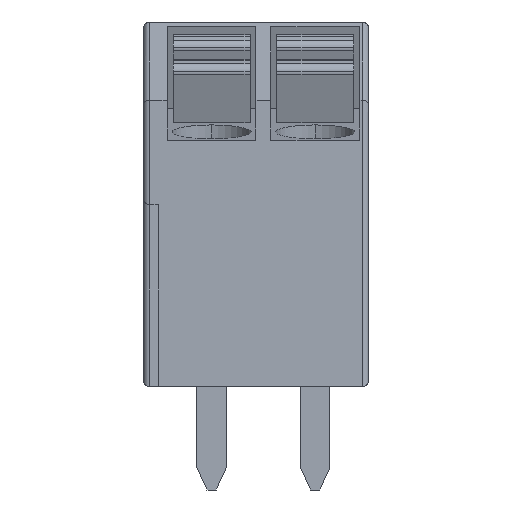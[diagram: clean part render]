
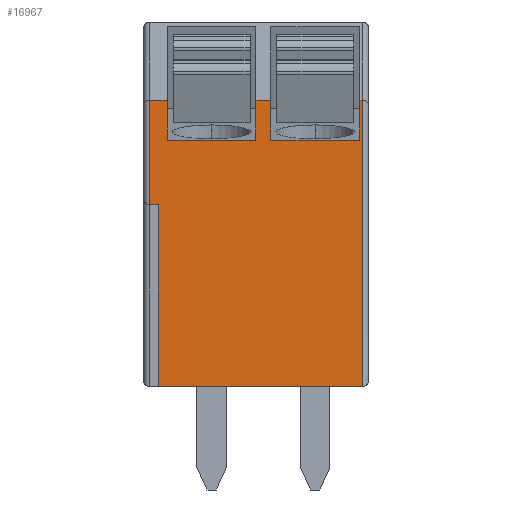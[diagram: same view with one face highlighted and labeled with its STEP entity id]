
A CAD part, front view. The second image highlights one B-rep face of the part: STEP entity #16967.
In plain terms, the highlighted planar face has unit normal (0, -1, 0).
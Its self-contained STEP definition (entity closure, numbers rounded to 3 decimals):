
#281 = VERTEX_POINT ( 'NONE', #4311 ) ;
#327 = CARTESIAN_POINT ( 'NONE',  ( 0.25, -5.7, 8.32 ) ) ;
#349 = ORIENTED_EDGE ( 'NONE', *, *, #6537, .T. ) ;
#801 = CARTESIAN_POINT ( 'NONE',  ( 0.25, -5.7, 8.32 ) ) ;
#1139 = EDGE_CURVE ( 'NONE', #14740, #16426, #17831, .T. ) ;
#1275 = CARTESIAN_POINT ( 'NONE',  ( -0.25, -5.7, 8.32 ) ) ;
#1290 = DIRECTION ( 'NONE',  ( -1., 0., 0. ) ) ;
#1387 = ORIENTED_EDGE ( 'NONE', *, *, #4769, .F. ) ;
#1429 = DIRECTION ( 'NONE',  ( 0., 0., -1. ) ) ;
#1728 = CARTESIAN_POINT ( 'NONE',  ( -4.05, -5.7, 6.145 ) ) ;
#1737 = VECTOR ( 'NONE', #1429, 1000. ) ;
#1795 = ORIENTED_EDGE ( 'NONE', *, *, #1139, .T. ) ;
#2000 = DIRECTION ( 'NONE',  ( 0., 0., -1. ) ) ;
#2174 = DIRECTION ( 'NONE',  ( 1., 0., 0. ) ) ;
#2205 = EDGE_CURVE ( 'NONE', #281, #18107, #12882, .T. ) ;
#2457 = LINE ( 'NONE', #13052, #12711 ) ;
#2515 = VERTEX_POINT ( 'NONE', #11111 ) ;
#2619 = CARTESIAN_POINT ( 'NONE',  ( -3.85, -5.7, 9.668 ) ) ;
#2705 = DIRECTION ( 'NONE',  ( 0., 0., -1. ) ) ;
#3041 = CARTESIAN_POINT ( 'NONE',  ( -3.551, -5.7, 6.145 ) ) ;
#3287 = CARTESIAN_POINT ( 'NONE',  ( 3.35, -5.7, 0. ) ) ;
#3906 = EDGE_CURVE ( 'NONE', #14740, #15501, #12053, .T. ) ;
#4064 = DIRECTION ( 'NONE',  ( 0., 0., 1. ) ) ;
#4120 = LINE ( 'NONE', #9917, #18129 ) ;
#4311 = CARTESIAN_POINT ( 'NONE',  ( -3.25, -5.7, 8.32 ) ) ;
#4597 = VERTEX_POINT ( 'NONE', #2619 ) ;
#4762 = VERTEX_POINT ( 'NONE', #3287 ) ;
#4769 = EDGE_CURVE ( 'NONE', #15548, #2515, #15292, .T. ) ;
#4800 = VECTOR ( 'NONE', #9272, 1000. ) ;
#4868 = CARTESIAN_POINT ( 'NONE',  ( 3.55, -5.7, 9.668 ) ) ;
#4964 = CARTESIAN_POINT ( 'NONE',  ( 3.25, -5.7, 8.32 ) ) ;
#5139 = CARTESIAN_POINT ( 'NONE',  ( -0.25, -5.7, 9.668 ) ) ;
#5626 = LINE ( 'NONE', #16172, #16603 ) ;
#5744 = VECTOR ( 'NONE', #9276, 1000. ) ;
#5825 = DIRECTION ( 'NONE',  ( 0., 1., 0. ) ) ;
#5933 = VERTEX_POINT ( 'NONE', #15749 ) ;
#6351 = VECTOR ( 'NONE', #10956, 1000. ) ;
#6537 = EDGE_CURVE ( 'NONE', #6786, #4762, #12761, .T. ) ;
#6786 = VERTEX_POINT ( 'NONE', #9583 ) ;
#7197 = LINE ( 'NONE', #12915, #15131 ) ;
#7243 = VECTOR ( 'NONE', #2174, 1000. ) ;
#7802 = EDGE_CURVE ( 'NONE', #17775, #4597, #16486, .T. ) ;
#8359 = VECTOR ( 'NONE', #2000, 1000. ) ;
#8434 = VECTOR ( 'NONE', #18476, 1000. ) ;
#8865 = VECTOR ( 'NONE', #17174, 1000. ) ;
#9272 = DIRECTION ( 'NONE',  ( -1., 0., 0. ) ) ;
#9276 = DIRECTION ( 'NONE',  ( -1., 0., 0. ) ) ;
#9493 = EDGE_CURVE ( 'NONE', #4762, #5933, #7197, .T. ) ;
#9553 = ORIENTED_EDGE ( 'NONE', *, *, #16481, .T. ) ;
#9583 = CARTESIAN_POINT ( 'NONE',  ( -3.551, -5.7, 0. ) ) ;
#9722 = EDGE_CURVE ( 'NONE', #16169, #10142, #16986, .T. ) ;
#9748 = DIRECTION ( 'NONE',  ( 1., 0., 0. ) ) ;
#9814 = EDGE_CURVE ( 'NONE', #15501, #10142, #17645, .T. ) ;
#9917 = CARTESIAN_POINT ( 'NONE',  ( 3.55, -5.7, 9.668 ) ) ;
#10030 = EDGE_CURVE ( 'NONE', #5933, #16169, #4120, .T. ) ;
#10053 = PLANE ( 'NONE',  #11550 ) ;
#10061 = DIRECTION ( 'NONE',  ( 0., 0., 1. ) ) ;
#10142 = VERTEX_POINT ( 'NONE', #16241 ) ;
#10402 = ORIENTED_EDGE ( 'NONE', *, *, #2205, .F. ) ;
#10953 = LINE ( 'NONE', #18381, #8434 ) ;
#10956 = DIRECTION ( 'NONE',  ( 0., 0., -1. ) ) ;
#11111 = CARTESIAN_POINT ( 'NONE',  ( -3.85, -5.7, 6.145 ) ) ;
#11130 = CARTESIAN_POINT ( 'NONE',  ( -3.25, -5.7, 8.32 ) ) ;
#11550 = AXIS2_PLACEMENT_3D ( 'NONE', #14477, #5825, #4064 ) ;
#11592 = ORIENTED_EDGE ( 'NONE', *, *, #17655, .F. ) ;
#12009 = CARTESIAN_POINT ( 'NONE',  ( 3.55, -5.7, 9.668 ) ) ;
#12053 = LINE ( 'NONE', #327, #1737 ) ;
#12231 = CARTESIAN_POINT ( 'NONE',  ( -3.25, -5.7, 9.668 ) ) ;
#12323 = CARTESIAN_POINT ( 'NONE',  ( 3.25, -5.7, 9.668 ) ) ;
#12430 = VECTOR ( 'NONE', #1290, 1000. ) ;
#12654 = ORIENTED_EDGE ( 'NONE', *, *, #9722, .T. ) ;
#12711 = VECTOR ( 'NONE', #14728, 1000. ) ;
#12761 = LINE ( 'NONE', #18801, #7243 ) ;
#12847 = ORIENTED_EDGE ( 'NONE', *, *, #9493, .T. ) ;
#12882 = LINE ( 'NONE', #11130, #8865 ) ;
#12915 = CARTESIAN_POINT ( 'NONE',  ( 3.35, -5.7, 12.4 ) ) ;
#12919 = ORIENTED_EDGE ( 'NONE', *, *, #16943, .T. ) ;
#12945 = EDGE_CURVE ( 'NONE', #6786, #15548, #2457, .T. ) ;
#13052 = CARTESIAN_POINT ( 'NONE',  ( -3.551, -5.7, 0. ) ) ;
#13565 = EDGE_LOOP ( 'NONE', ( #349, #12847, #16345, #12654, #16574, #16771, #1795, #9553, #10402, #11592, #16343, #12919, #1387, #16716 ) ) ;
#14252 = CARTESIAN_POINT ( 'NONE',  ( -0.25, -5.7, 8.32 ) ) ;
#14477 = CARTESIAN_POINT ( 'NONE',  ( -4.05, -5.7, 12.4 ) ) ;
#14728 = DIRECTION ( 'NONE',  ( 0., 0., 1. ) ) ;
#14740 = VERTEX_POINT ( 'NONE', #17666 ) ;
#15131 = VECTOR ( 'NONE', #10061, 1000. ) ;
#15292 = LINE ( 'NONE', #1728, #4800 ) ;
#15501 = VERTEX_POINT ( 'NONE', #16635 ) ;
#15548 = VERTEX_POINT ( 'NONE', #3041 ) ;
#15749 = CARTESIAN_POINT ( 'NONE',  ( 3.35, -5.7, 9.668 ) ) ;
#15786 = VECTOR ( 'NONE', #9748, 1000. ) ;
#16169 = VERTEX_POINT ( 'NONE', #12323 ) ;
#16172 = CARTESIAN_POINT ( 'NONE',  ( -3.85, -5.7, 12.4 ) ) ;
#16241 = CARTESIAN_POINT ( 'NONE',  ( 3.25, -5.7, 8.32 ) ) ;
#16343 = ORIENTED_EDGE ( 'NONE', *, *, #7802, .T. ) ;
#16345 = ORIENTED_EDGE ( 'NONE', *, *, #10030, .T. ) ;
#16426 = VERTEX_POINT ( 'NONE', #5139 ) ;
#16481 = EDGE_CURVE ( 'NONE', #16426, #18107, #18817, .T. ) ;
#16486 = LINE ( 'NONE', #4868, #5744 ) ;
#16574 = ORIENTED_EDGE ( 'NONE', *, *, #9814, .F. ) ;
#16603 = VECTOR ( 'NONE', #2705, 1000. ) ;
#16635 = CARTESIAN_POINT ( 'NONE',  ( 0.25, -5.7, 8.32 ) ) ;
#16716 = ORIENTED_EDGE ( 'NONE', *, *, #12945, .F. ) ;
#16771 = ORIENTED_EDGE ( 'NONE', *, *, #3906, .F. ) ;
#16943 = EDGE_CURVE ( 'NONE', #4597, #2515, #5626, .T. ) ;
#16967 = ADVANCED_FACE ( 'NONE', ( #19135 ), #10053, .F. ) ;
#16986 = LINE ( 'NONE', #4964, #6351 ) ;
#17174 = DIRECTION ( 'NONE',  ( 1., 0., 0. ) ) ;
#17344 = DIRECTION ( 'NONE',  ( -1., 0., 0. ) ) ;
#17645 = LINE ( 'NONE', #801, #15786 ) ;
#17655 = EDGE_CURVE ( 'NONE', #17775, #281, #10953, .T. ) ;
#17666 = CARTESIAN_POINT ( 'NONE',  ( 0.25, -5.7, 9.668 ) ) ;
#17775 = VERTEX_POINT ( 'NONE', #12231 ) ;
#17831 = LINE ( 'NONE', #12009, #12430 ) ;
#18107 = VERTEX_POINT ( 'NONE', #1275 ) ;
#18129 = VECTOR ( 'NONE', #17344, 1000. ) ;
#18381 = CARTESIAN_POINT ( 'NONE',  ( -3.25, -5.7, 8.32 ) ) ;
#18476 = DIRECTION ( 'NONE',  ( 0., 0., -1. ) ) ;
#18801 = CARTESIAN_POINT ( 'NONE',  ( -4.05, -5.7, 0. ) ) ;
#18817 = LINE ( 'NONE', #14252, #8359 ) ;
#19135 = FACE_OUTER_BOUND ( 'NONE', #13565, .T. ) ;
